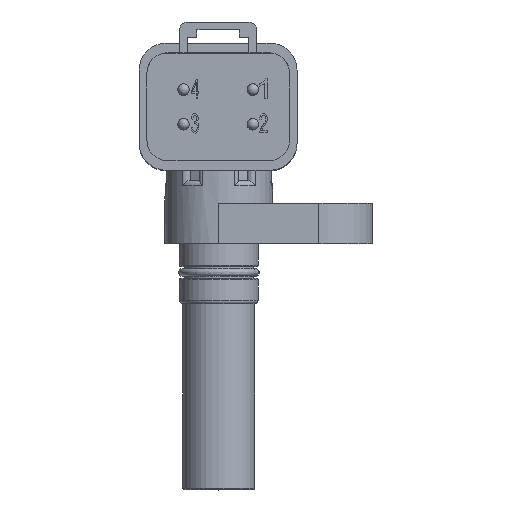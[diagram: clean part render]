
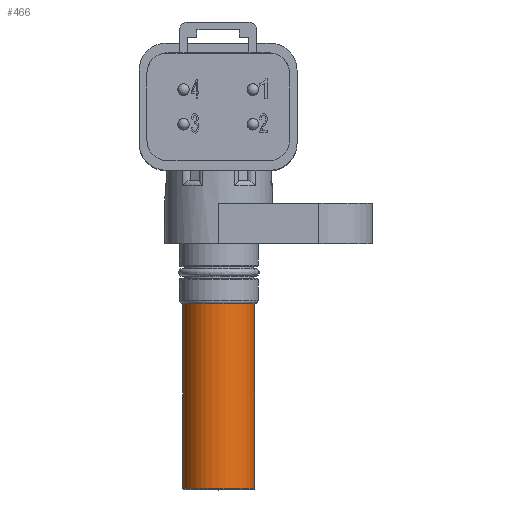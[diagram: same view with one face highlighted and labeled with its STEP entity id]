
A CAD part, top view. The second image highlights one B-rep face of the part: STEP entity #466.
In plain terms, the highlighted cylindrical face has radius 4.7 mm (diameter 9.4 mm), a full revolution.
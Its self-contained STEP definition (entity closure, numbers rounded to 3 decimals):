
#313=CYLINDRICAL_SURFACE('',#4474,4.7);
#400=FACE_BOUND('',#1084,.T.);
#401=FACE_BOUND('',#1085,.T.);
#466=ADVANCED_FACE('',(#400,#401),#313,.T.);
#1084=EDGE_LOOP('',(#1589));
#1085=EDGE_LOOP('',(#1590));
#1388=CIRCLE('',#4471,4.7);
#1389=CIRCLE('',#4473,4.7);
#1589=ORIENTED_EDGE('',*,*,#3251,.T.);
#1590=ORIENTED_EDGE('',*,*,#3250,.F.);
#2843=VERTEX_POINT('',#6031);
#2844=VERTEX_POINT('',#6034);
#3250=EDGE_CURVE('',#2843,#2843,#1388,.T.);
#3251=EDGE_CURVE('',#2844,#2844,#1389,.T.);
#4471=AXIS2_PLACEMENT_3D('',#6030,#4908,#4909);
#4473=AXIS2_PLACEMENT_3D('',#6033,#4912,#4913);
#4474=AXIS2_PLACEMENT_3D('',#6035,#4914,#4915);
#4908=DIRECTION('',(0.,-1.,0.));
#4909=DIRECTION('',(0.,0.,-1.));
#4912=DIRECTION('',(0.,-1.,0.));
#4913=DIRECTION('',(0.,0.,-1.));
#4914=DIRECTION('',(0.,-1.,0.));
#4915=DIRECTION('',(0.,0.,-1.));
#6030=CARTESIAN_POINT('',(0.,-13.4,0.));
#6031=CARTESIAN_POINT('',(0.,-13.4,-4.7));
#6033=CARTESIAN_POINT('',(0.,10.6,0.));
#6034=CARTESIAN_POINT('',(0.,10.6,-4.7));
#6035=CARTESIAN_POINT('',(0.,0.,0.));
